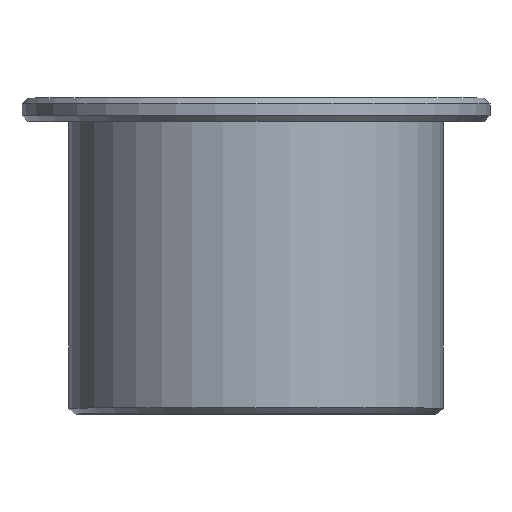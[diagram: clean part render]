
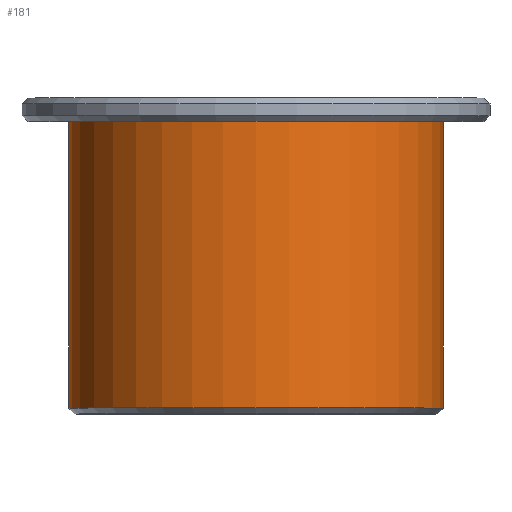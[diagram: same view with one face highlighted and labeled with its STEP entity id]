
A CAD part, top view. The second image highlights one B-rep face of the part: STEP entity #181.
In plain terms, the highlighted cylindrical face has radius 16 mm (diameter 32 mm), a full revolution.
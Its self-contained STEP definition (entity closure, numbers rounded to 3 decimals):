
#22=CYLINDRICAL_SURFACE('',#218,16.);
#31=FACE_OUTER_BOUND('',#45,.T.);
#45=EDGE_LOOP('',(#148,#149,#150,#151,#152));
#53=LINE('',#327,#61);
#61=VECTOR('',#272,16.);
#70=CIRCLE('',#207,16.);
#73=CIRCLE('',#213,16.);
#74=CIRCLE('',#214,16.);
#86=VERTEX_POINT('',#306);
#89=VERTEX_POINT('',#316);
#90=VERTEX_POINT('',#317);
#104=EDGE_CURVE('',#86,#86,#70,.T.);
#108=EDGE_CURVE('',#89,#90,#73,.T.);
#109=EDGE_CURVE('',#90,#89,#74,.T.);
#113=EDGE_CURVE('',#86,#90,#53,.T.);
#148=ORIENTED_EDGE('',*,*,#104,.F.);
#149=ORIENTED_EDGE('',*,*,#113,.T.);
#150=ORIENTED_EDGE('',*,*,#108,.F.);
#151=ORIENTED_EDGE('',*,*,#109,.F.);
#152=ORIENTED_EDGE('',*,*,#113,.F.);
#181=ADVANCED_FACE('',(#31),#22,.T.);
#207=AXIS2_PLACEMENT_3D('',#307,#246,#247);
#213=AXIS2_PLACEMENT_3D('',#318,#259,#260);
#214=AXIS2_PLACEMENT_3D('',#319,#261,#262);
#218=AXIS2_PLACEMENT_3D('',#326,#270,#271);
#246=DIRECTION('center_axis',(0.,1.,0.));
#247=DIRECTION('ref_axis',(1.,0.,0.));
#259=DIRECTION('center_axis',(0.,-1.,0.));
#260=DIRECTION('ref_axis',(1.,0.,0.));
#261=DIRECTION('center_axis',(0.,-1.,0.));
#262=DIRECTION('ref_axis',(1.,0.,0.));
#270=DIRECTION('center_axis',(0.,1.,0.));
#271=DIRECTION('ref_axis',(-1.,0.,0.));
#272=DIRECTION('',(0.,-1.,0.));
#306=CARTESIAN_POINT('',(16.,25.,0.));
#307=CARTESIAN_POINT('Origin',(0.,25.,0.));
#316=CARTESIAN_POINT('',(-16.,0.5,0.));
#317=CARTESIAN_POINT('',(16.,0.5,0.));
#318=CARTESIAN_POINT('Origin',(0.,0.5,0.));
#319=CARTESIAN_POINT('Origin',(0.,0.5,0.));
#326=CARTESIAN_POINT('Origin',(0.,12.5,0.));
#327=CARTESIAN_POINT('',(16.,12.5,0.));
